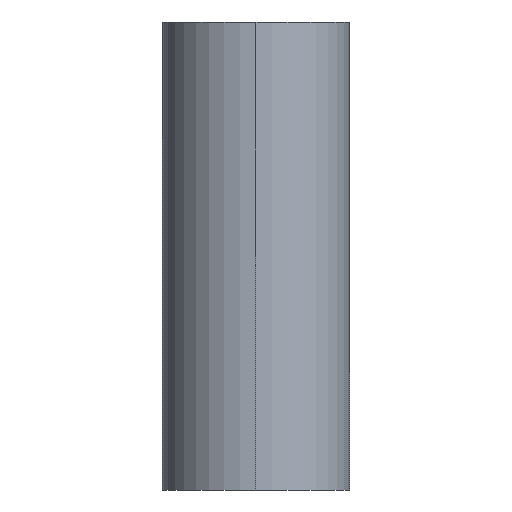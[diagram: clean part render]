
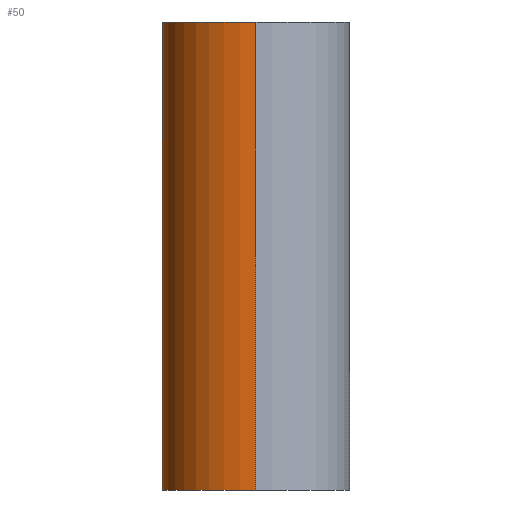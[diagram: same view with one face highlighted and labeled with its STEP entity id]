
A CAD part, left-side view. The second image highlights one B-rep face of the part: STEP entity #50.
In plain terms, the highlighted cylindrical face has radius 16 mm (diameter 32 mm), a partial arc.
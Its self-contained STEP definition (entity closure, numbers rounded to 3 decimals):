
#3 = DIRECTION ( 'NONE',  ( 1., 0., 0. ) ) ;
#15 = VERTEX_POINT ( 'NONE', #314 ) ;
#16 = CARTESIAN_POINT ( 'NONE',  ( 0., 16., -20. ) ) ;
#35 = CARTESIAN_POINT ( 'NONE',  ( 0., 16., 20. ) ) ;
#40 = EDGE_CURVE ( 'NONE', #245, #84, #259, .T. ) ;
#41 = CYLINDRICAL_SURFACE ( 'NONE', #438, 16. ) ;
#50 = ADVANCED_FACE ( 'NONE', ( #439 ), #41, .T. ) ;
#51 = DIRECTION ( 'NONE',  ( 0., 0., 1. ) ) ;
#68 = VERTEX_POINT ( 'NONE', #445 ) ;
#84 = VERTEX_POINT ( 'NONE', #351 ) ;
#86 = VECTOR ( 'NONE', #178, 1000. ) ;
#95 = DIRECTION ( 'NONE',  ( 1., 0., 0. ) ) ;
#98 = CARTESIAN_POINT ( 'NONE',  ( 0., 0., -20. ) ) ;
#99 = LINE ( 'NONE', #238, #280 ) ;
#103 = EDGE_CURVE ( 'NONE', #350, #251, #425, .T. ) ;
#144 = CIRCLE ( 'NONE', #261, 16. ) ;
#155 = AXIS2_PLACEMENT_3D ( 'NONE', #494, #443, #95 ) ;
#157 = VECTOR ( 'NONE', #567, 1000. ) ;
#168 = ORIENTED_EDGE ( 'NONE', *, *, #330, .T. ) ;
#178 = DIRECTION ( 'NONE',  ( 0., 0., 1. ) ) ;
#201 = ORIENTED_EDGE ( 'NONE', *, *, #530, .T. ) ;
#215 = CARTESIAN_POINT ( 'NONE',  ( -16., 0., -40. ) ) ;
#220 = DIRECTION ( 'NONE',  ( 1., 0., 0. ) ) ;
#227 = AXIS2_PLACEMENT_3D ( 'NONE', #401, #51, #3 ) ;
#229 = VERTEX_POINT ( 'NONE', #35 ) ;
#233 = CARTESIAN_POINT ( 'NONE',  ( -16., 0., -40. ) ) ;
#234 = CARTESIAN_POINT ( 'NONE',  ( 0., 16., -40. ) ) ;
#238 = CARTESIAN_POINT ( 'NONE',  ( 0., 16., 40. ) ) ;
#244 = EDGE_CURVE ( 'NONE', #524, #251, #144, .T. ) ;
#245 = VERTEX_POINT ( 'NONE', #233 ) ;
#251 = VERTEX_POINT ( 'NONE', #16 ) ;
#259 = LINE ( 'NONE', #215, #86 ) ;
#261 = AXIS2_PLACEMENT_3D ( 'NONE', #98, #414, #467 ) ;
#262 = EDGE_CURVE ( 'NONE', #68, #84, #343, .T. ) ;
#274 = CARTESIAN_POINT ( 'NONE',  ( 0., 0., 40. ) ) ;
#280 = VECTOR ( 'NONE', #416, 1000. ) ;
#300 = EDGE_LOOP ( 'NONE', ( #423, #459, #519, #168, #201, #323, #500, #531 ) ) ;
#314 = CARTESIAN_POINT ( 'NONE',  ( 16., 0., 20. ) ) ;
#323 = ORIENTED_EDGE ( 'NONE', *, *, #481, .F. ) ;
#329 = VECTOR ( 'NONE', #491, 1000. ) ;
#330 = EDGE_CURVE ( 'NONE', #68, #229, #99, .T. ) ;
#343 = CIRCLE ( 'NONE', #575, 16. ) ;
#350 = VERTEX_POINT ( 'NONE', #234 ) ;
#351 = CARTESIAN_POINT ( 'NONE',  ( -16., 0., 40. ) ) ;
#359 = CARTESIAN_POINT ( 'NONE',  ( 0., 0., -40. ) ) ;
#361 = LINE ( 'NONE', #544, #329 ) ;
#368 = DIRECTION ( 'NONE',  ( 0., 0., 1. ) ) ;
#382 = CIRCLE ( 'NONE', #155, 16. ) ;
#401 = CARTESIAN_POINT ( 'NONE',  ( 0., 0., -40. ) ) ;
#414 = DIRECTION ( 'NONE',  ( 0., 0., 1. ) ) ;
#416 = DIRECTION ( 'NONE',  ( 0., 0., -1. ) ) ;
#423 = ORIENTED_EDGE ( 'NONE', *, *, #454, .T. ) ;
#425 = LINE ( 'NONE', #436, #157 ) ;
#436 = CARTESIAN_POINT ( 'NONE',  ( 0., 16., -40. ) ) ;
#438 = AXIS2_PLACEMENT_3D ( 'NONE', #359, #493, #220 ) ;
#439 = FACE_OUTER_BOUND ( 'NONE', #300, .T. ) ;
#443 = DIRECTION ( 'NONE',  ( 0., 0., -1. ) ) ;
#445 = CARTESIAN_POINT ( 'NONE',  ( 0., 16., 40. ) ) ;
#454 = EDGE_CURVE ( 'NONE', #350, #245, #484, .T. ) ;
#459 = ORIENTED_EDGE ( 'NONE', *, *, #40, .T. ) ;
#467 = DIRECTION ( 'NONE',  ( -1., 0., 0. ) ) ;
#481 = EDGE_CURVE ( 'NONE', #524, #15, #361, .T. ) ;
#484 = CIRCLE ( 'NONE', #227, 16. ) ;
#491 = DIRECTION ( 'NONE',  ( 0., 0., 1. ) ) ;
#493 = DIRECTION ( 'NONE',  ( 0., 0., 1. ) ) ;
#494 = CARTESIAN_POINT ( 'NONE',  ( 0., 0., 20. ) ) ;
#498 = CARTESIAN_POINT ( 'NONE',  ( 16., 0., -20. ) ) ;
#500 = ORIENTED_EDGE ( 'NONE', *, *, #244, .T. ) ;
#519 = ORIENTED_EDGE ( 'NONE', *, *, #262, .F. ) ;
#524 = VERTEX_POINT ( 'NONE', #498 ) ;
#530 = EDGE_CURVE ( 'NONE', #229, #15, #382, .T. ) ;
#531 = ORIENTED_EDGE ( 'NONE', *, *, #103, .F. ) ;
#544 = CARTESIAN_POINT ( 'NONE',  ( 16., 0., -40. ) ) ;
#560 = DIRECTION ( 'NONE',  ( 1., 0., 0. ) ) ;
#567 = DIRECTION ( 'NONE',  ( 0., 0., 1. ) ) ;
#575 = AXIS2_PLACEMENT_3D ( 'NONE', #274, #368, #560 ) ;
